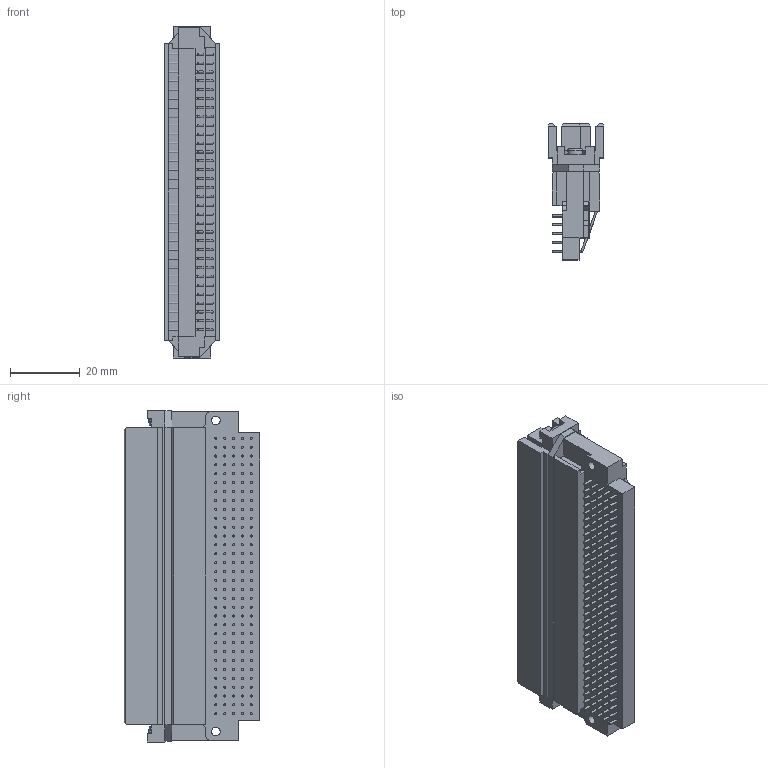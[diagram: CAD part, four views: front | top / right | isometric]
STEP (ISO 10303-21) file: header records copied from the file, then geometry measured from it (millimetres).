
FILE_DESCRIPTION(/* description */ (''),/* implementation_level */ '2;1');
FILE_NAME(/* name */ '100170678ugm000_b.stp',/* time_stamp */ '2015-03-13T08:27:40+01:00',/* author */ (''),/* organization */ (''),/* preprocessor_version */ 'ST-DEVELOPER v15',/* originating_system */ 'SIEMENS PLM Software NX 8.5',/* authorisation */ '');
FILE_SCHEMA (('AUTOMOTIVE_DESIGN { 1 0 10303 214 3 1 1 1 }'));
Length unit declared in the file: millimetre
Products named in the file (1): 100170678ugm000_b
Bounding box: 16 x 38.8 x 94.9 mm (x, y, z)
Volume: 37214.5 mm3; surface area: 15425 mm2
Topology: 1 solids, 1 shells, 1108 faces, 2586 edges, 1788 vertices
Faces by surface type: plane 802, cylinder 262, sphere 34, bspline 10
Full cylindrical faces by diameter (mm): 0.6 x256, 2.5 x2, 4.2 x2
Entity records: 37882 total; most frequent: CARTESIAN_POINT 5525, DIRECTION 4924, ORIENTED_EDGE 4378, EDGE_CURVE 2189, EDGE_LOOP 1762, AXIS2_PLACEMENT_3D 1651, LINE 1622, VECTOR 1622
